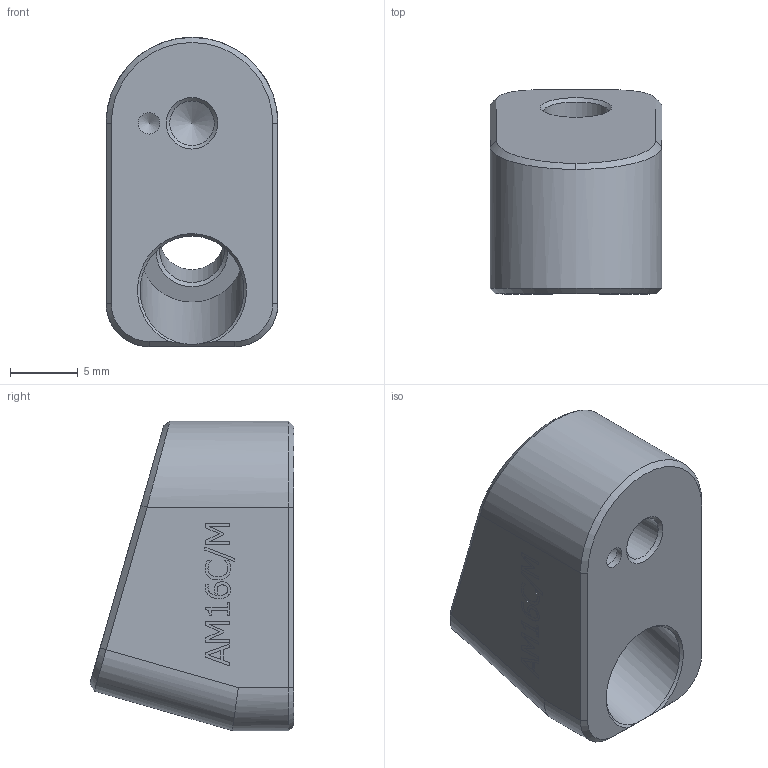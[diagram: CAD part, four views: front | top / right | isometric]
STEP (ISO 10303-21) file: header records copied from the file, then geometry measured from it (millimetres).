
FILE_DESCRIPTION(/* description */ (''),/* implementation_level */ '2;1');
FILE_NAME(/* name */ 'AM16C_M.step',/* time_stamp */ '2024-06-17T21:44:02-04:00',/* author */ (''),/* organization */ (''),/* preprocessor_version */ 'ST-DEVELOPER v20',/* originating_system */ 'Autodesk Translation Framework v12.20.1.177',/* authorisation */ '');
FILE_SCHEMA (('AUTOMOTIVE_DESIGN { 1 0 10303 214 3 1 1 }'));
Length unit declared in the file: inch
Products named in the file (1): AM16C_M-Solidworks
Bounding box: 12.7 x 15.08 x 22.86 mm (x, y, z)
Volume: 2639.5 mm3; surface area: 1584.2 mm2
Topology: 1 solids, 1 shells, 288 faces, 767 edges, 506 vertices
Faces by surface type: plane 175, bspline 94, cone 10, cylinder 9
Full cylindrical faces by diameter (mm): 1.587 x1, 3.3 x1, 4.775 x1, 7.671 x1
Entity records: 10868 total; most frequent: CARTESIAN_POINT 3998, ORIENTED_EDGE 1530, DIRECTION 986, EDGE_CURVE 765, LINE 548, VECTOR 548, VERTEX_POINT 506, EDGE_LOOP 317
